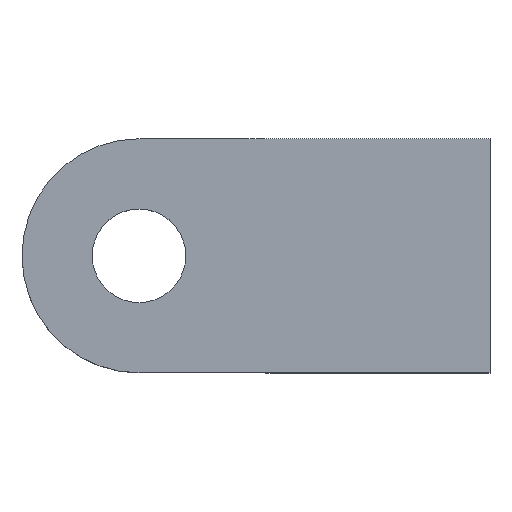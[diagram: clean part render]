
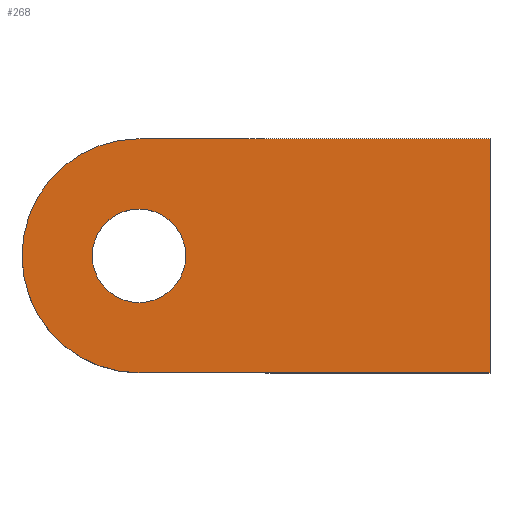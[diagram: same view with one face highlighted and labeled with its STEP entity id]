
A CAD part, top view. The second image highlights one B-rep face of the part: STEP entity #268.
In plain terms, the highlighted planar face has unit normal (0, 0, 1).
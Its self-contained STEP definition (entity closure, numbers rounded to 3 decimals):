
#84 = VERTEX_POINT('',#85);
#85 = CARTESIAN_POINT('',(0.,-4.,7.8));
#91 = EDGE_CURVE('',#84,#92,#94,.T.);
#92 = VERTEX_POINT('',#93);
#93 = CARTESIAN_POINT('',(12.,-4.,7.8));
#94 = LINE('',#95,#96);
#95 = CARTESIAN_POINT('',(0.,-4.,7.8));
#96 = VECTOR('',#97,1.);
#97 = DIRECTION('',(1.,0.,0.));
#165 = VERTEX_POINT('',#166);
#166 = CARTESIAN_POINT('',(0.,4.,7.8));
#172 = EDGE_CURVE('',#165,#84,#173,.T.);
#173 = CIRCLE('',#174,4.);
#174 = AXIS2_PLACEMENT_3D('',#175,#176,#177);
#175 = CARTESIAN_POINT('',(0.,0.,7.8));
#176 = DIRECTION('',(0.,0.,1.));
#177 = DIRECTION('',(1.,0.,0.));
#191 = EDGE_CURVE('',#165,#192,#194,.T.);
#192 = VERTEX_POINT('',#193);
#193 = CARTESIAN_POINT('',(12.,4.,7.8));
#194 = LINE('',#195,#196);
#195 = CARTESIAN_POINT('',(0.,4.,7.8));
#196 = VECTOR('',#197,1.);
#197 = DIRECTION('',(1.,0.,0.));
#268 = ADVANCED_FACE('',(#269,#280),#291,.T.);
#269 = FACE_BOUND('',#270,.T.);
#270 = EDGE_LOOP('',(#271,#272,#273,#279));
#271 = ORIENTED_EDGE('',*,*,#172,.T.);
#272 = ORIENTED_EDGE('',*,*,#91,.T.);
#273 = ORIENTED_EDGE('',*,*,#274,.F.);
#274 = EDGE_CURVE('',#192,#92,#275,.T.);
#275 = LINE('',#276,#277);
#276 = CARTESIAN_POINT('',(12.,4.,7.8));
#277 = VECTOR('',#278,1.);
#278 = DIRECTION('',(0.,-1.,0.));
#279 = ORIENTED_EDGE('',*,*,#191,.F.);
#280 = FACE_BOUND('',#281,.F.);
#281 = EDGE_LOOP('',(#282));
#282 = ORIENTED_EDGE('',*,*,#283,.T.);
#283 = EDGE_CURVE('',#284,#284,#286,.T.);
#284 = VERTEX_POINT('',#285);
#285 = CARTESIAN_POINT('',(1.6,0.,7.8));
#286 = CIRCLE('',#287,1.6);
#287 = AXIS2_PLACEMENT_3D('',#288,#289,#290);
#288 = CARTESIAN_POINT('',(0.,0.,7.8));
#289 = DIRECTION('',(0.,0.,1.));
#290 = DIRECTION('',(1.,0.,0.));
#291 = PLANE('',#292);
#292 = AXIS2_PLACEMENT_3D('',#293,#294,#295);
#293 = CARTESIAN_POINT('',(4.058,0.,7.8));
#294 = DIRECTION('',(0.,0.,1.));
#295 = DIRECTION('',(1.,0.,0.));
